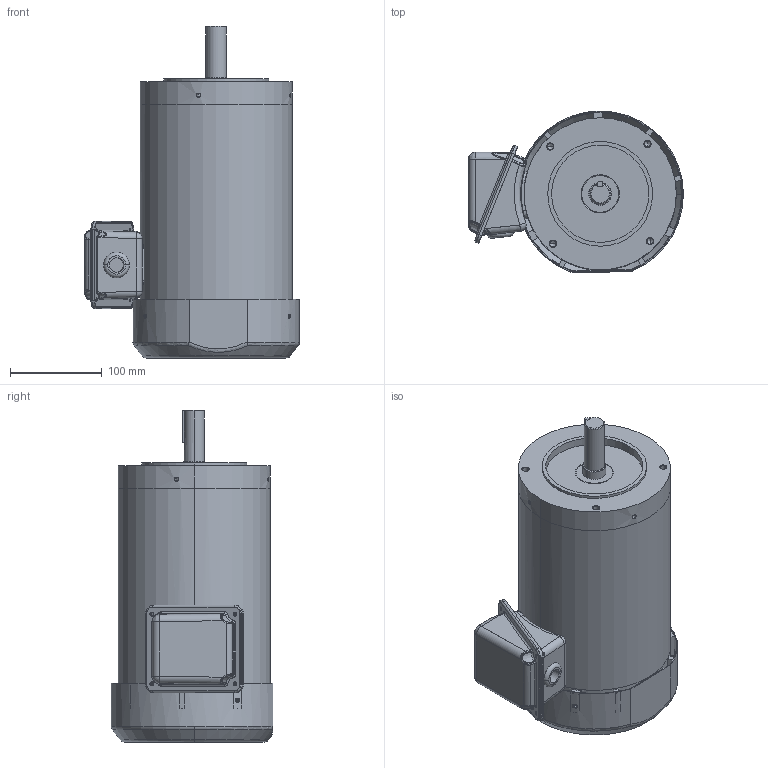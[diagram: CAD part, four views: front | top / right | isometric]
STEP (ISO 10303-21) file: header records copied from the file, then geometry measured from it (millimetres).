
FILE_DESCRIPTION (( 'STEP AP214' ), '1' );
FILE_NAME ('191565.00.STEP', '2021-09-27T16:46:31', ( '' ), ( '' ), 'SwSTEP 2.0', 'SolidWorks 2017', '' );
FILE_SCHEMA (( 'AUTOMOTIVE_DESIGN' ));
Length unit declared in the file: inch
Products named in the file (1): 191565.00
Bounding box: 234.13 x 176.49 x 362 mm (x, y, z)
Volume: 1085002.9 mm3; surface area: 686528.7 mm2
Topology: 17 solids, 17 shells, 1330 faces, 3568 edges, 2283 vertices
Faces by surface type: cylinder 670, plane 284, torus 143, cone 115, bspline 111, sphere 7
Entity records: 64230 total; most frequent: CARTESIAN_POINT 30817, ORIENTED_EDGE 7084, DIRECTION 6874, EDGE_CURVE 3542, AXIS2_PLACEMENT_3D 2784, VERTEX_POINT 2283, EDGE_LOOP 1585, CIRCLE 1564
